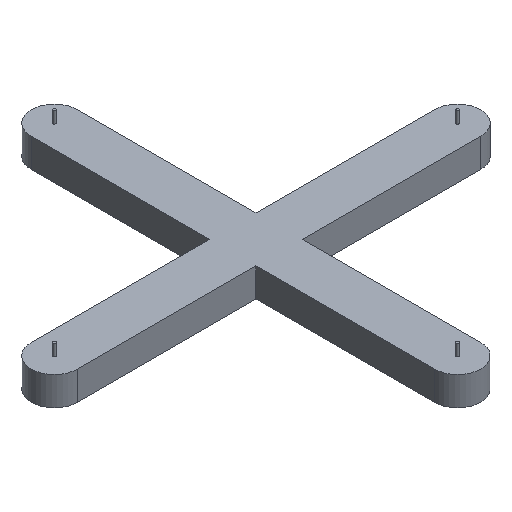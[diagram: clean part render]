
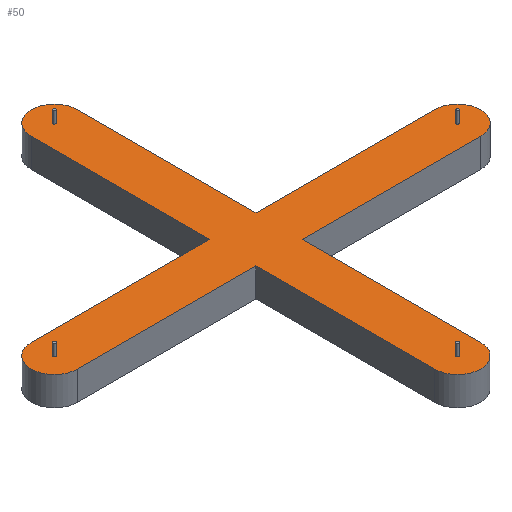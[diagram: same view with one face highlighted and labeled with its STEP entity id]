
A CAD part, isometric view. The second image highlights one B-rep face of the part: STEP entity #50.
In plain terms, the highlighted planar face has unit normal (0, 0, 1).
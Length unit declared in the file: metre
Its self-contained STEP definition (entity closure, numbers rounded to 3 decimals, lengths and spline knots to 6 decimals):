
#50 = ADVANCED_FACE( '', ( #113, #114, #115, #116, #117 ), #118, .T. );
#113 = FACE_BOUND( '', #194, .T. );
#114 = FACE_BOUND( '', #195, .T. );
#115 = FACE_BOUND( '', #196, .T. );
#116 = FACE_BOUND( '', #197, .T. );
#117 = FACE_OUTER_BOUND( '', #198, .T. );
#118 = PLANE( '', #199 );
#194 = EDGE_LOOP( '', ( #276 ) );
#195 = EDGE_LOOP( '', ( #277 ) );
#196 = EDGE_LOOP( '', ( #278 ) );
#197 = EDGE_LOOP( '', ( #279 ) );
#198 = EDGE_LOOP( '', ( #280, #281, #282, #283, #284, #285, #286, #287, #288, #289, #290, #291 ) );
#199 = AXIS2_PLACEMENT_3D( '', #292, #293, #294 );
#276 = ORIENTED_EDGE( '', *, *, #446, .F. );
#277 = ORIENTED_EDGE( '', *, *, #447, .F. );
#278 = ORIENTED_EDGE( '', *, *, #448, .F. );
#279 = ORIENTED_EDGE( '', *, *, #449, .F. );
#280 = ORIENTED_EDGE( '', *, *, #450, .F. );
#281 = ORIENTED_EDGE( '', *, *, #451, .F. );
#282 = ORIENTED_EDGE( '', *, *, #452, .T. );
#283 = ORIENTED_EDGE( '', *, *, #453, .F. );
#284 = ORIENTED_EDGE( '', *, *, #454, .T. );
#285 = ORIENTED_EDGE( '', *, *, #455, .T. );
#286 = ORIENTED_EDGE( '', *, *, #456, .T. );
#287 = ORIENTED_EDGE( '', *, *, #457, .T. );
#288 = ORIENTED_EDGE( '', *, *, #458, .F. );
#289 = ORIENTED_EDGE( '', *, *, #459, .T. );
#290 = ORIENTED_EDGE( '', *, *, #460, .F. );
#291 = ORIENTED_EDGE( '', *, *, #443, .F. );
#292 = CARTESIAN_POINT( '', ( 0., 0., 0.025 ) );
#293 = DIRECTION( '', ( 0., 0., 1. ) );
#294 = DIRECTION( '', ( 1., 0., 0. ) );
#443 = EDGE_CURVE( '', #511, #513, #514, .T. );
#446 = EDGE_CURVE( '', #517, #517, #518, .T. );
#447 = EDGE_CURVE( '', #519, #519, #520, .T. );
#448 = EDGE_CURVE( '', #521, #521, #522, .T. );
#449 = EDGE_CURVE( '', #523, #523, #524, .T. );
#450 = EDGE_CURVE( '', #525, #511, #526, .T. );
#451 = EDGE_CURVE( '', #527, #525, #528, .T. );
#452 = EDGE_CURVE( '', #527, #529, #530, .T. );
#453 = EDGE_CURVE( '', #531, #529, #532, .T. );
#454 = EDGE_CURVE( '', #531, #533, #534, .T. );
#455 = EDGE_CURVE( '', #533, #535, #536, .T. );
#456 = EDGE_CURVE( '', #535, #537, #538, .T. );
#457 = EDGE_CURVE( '', #537, #539, #540, .T. );
#458 = EDGE_CURVE( '', #541, #539, #542, .T. );
#459 = EDGE_CURVE( '', #541, #543, #544, .T. );
#460 = EDGE_CURVE( '', #513, #543, #545, .T. );
#511 = VERTEX_POINT( '', #610 );
#513 = VERTEX_POINT( '', #613 );
#514 = LINE( '', #614, #615 );
#517 = VERTEX_POINT( '', #619 );
#518 = CIRCLE( '', #620, 0.00115 );
#519 = VERTEX_POINT( '', #621 );
#520 = CIRCLE( '', #622, 0.00115 );
#521 = VERTEX_POINT( '', #623 );
#522 = CIRCLE( '', #624, 0.00115 );
#523 = VERTEX_POINT( '', #625 );
#524 = CIRCLE( '', #626, 0.00115 );
#525 = VERTEX_POINT( '', #627 );
#526 = LINE( '', #628, #629 );
#527 = VERTEX_POINT( '', #630 );
#528 = CIRCLE( '', #631, 0.02 );
#529 = VERTEX_POINT( '', #632 );
#530 = LINE( '', #633, #634 );
#531 = VERTEX_POINT( '', #635 );
#532 = LINE( '', #636, #637 );
#533 = VERTEX_POINT( '', #638 );
#534 = CIRCLE( '', #639, 0.02 );
#535 = VERTEX_POINT( '', #640 );
#536 = LINE( '', #641, #642 );
#537 = VERTEX_POINT( '', #643 );
#538 = LINE( '', #644, #645 );
#539 = VERTEX_POINT( '', #646 );
#540 = CIRCLE( '', #647, 0.02 );
#541 = VERTEX_POINT( '', #648 );
#542 = LINE( '', #649, #650 );
#543 = VERTEX_POINT( '', #651 );
#544 = LINE( '', #652, #653 );
#545 = CIRCLE( '', #654, 0.02 );
#610 = CARTESIAN_POINT( '', ( 0.02, -0.02, 0.025 ) );
#613 = CARTESIAN_POINT( '', ( 0.02, -0.175, 0.025 ) );
#614 = CARTESIAN_POINT( '', ( 0.02, -0.0975, 0.025 ) );
#615 = VECTOR( '', #733, 1. );
#619 = CARTESIAN_POINT( '', ( 0.17615, 0., 0.025 ) );
#620 = AXIS2_PLACEMENT_3D( '', #735, #736, #737 );
#621 = CARTESIAN_POINT( '', ( 0.00115, 0.175, 0.025 ) );
#622 = AXIS2_PLACEMENT_3D( '', #738, #739, #740 );
#623 = CARTESIAN_POINT( '', ( -0.17385, 0., 0.025 ) );
#624 = AXIS2_PLACEMENT_3D( '', #741, #742, #743 );
#625 = CARTESIAN_POINT( '', ( 0.00115, -0.175, 0.025 ) );
#626 = AXIS2_PLACEMENT_3D( '', #744, #745, #746 );
#627 = CARTESIAN_POINT( '', ( 0.175, -0.02, 0.025 ) );
#628 = CARTESIAN_POINT( '', ( 0.0975, -0.02, 0.025 ) );
#629 = VECTOR( '', #747, 1. );
#630 = CARTESIAN_POINT( '', ( 0.175, 0.02, 0.025 ) );
#631 = AXIS2_PLACEMENT_3D( '', #748, #749, #750 );
#632 = CARTESIAN_POINT( '', ( 0.02, 0.02, 0.025 ) );
#633 = CARTESIAN_POINT( '', ( 0.0975, 0.02, 0.025 ) );
#634 = VECTOR( '', #751, 1. );
#635 = CARTESIAN_POINT( '', ( 0.02, 0.175, 0.025 ) );
#636 = CARTESIAN_POINT( '', ( 0.02, 0.0975, 0.025 ) );
#637 = VECTOR( '', #752, 1. );
#638 = CARTESIAN_POINT( '', ( -0.02, 0.175, 0.025 ) );
#639 = AXIS2_PLACEMENT_3D( '', #753, #754, #755 );
#640 = CARTESIAN_POINT( '', ( -0.02, 0.02, 0.025 ) );
#641 = CARTESIAN_POINT( '', ( -0.02, 0.0975, 0.025 ) );
#642 = VECTOR( '', #756, 1. );
#643 = CARTESIAN_POINT( '', ( -0.175, 0.02, 0.025 ) );
#644 = CARTESIAN_POINT( '', ( -0.0975, 0.02, 0.025 ) );
#645 = VECTOR( '', #757, 1. );
#646 = CARTESIAN_POINT( '', ( -0.175, -0.02, 0.025 ) );
#647 = AXIS2_PLACEMENT_3D( '', #758, #759, #760 );
#648 = CARTESIAN_POINT( '', ( -0.02, -0.02, 0.025 ) );
#649 = CARTESIAN_POINT( '', ( -0.0975, -0.02, 0.025 ) );
#650 = VECTOR( '', #761, 1. );
#651 = CARTESIAN_POINT( '', ( -0.02, -0.175, 0.025 ) );
#652 = CARTESIAN_POINT( '', ( -0.02, -0.0975, 0.025 ) );
#653 = VECTOR( '', #762, 1. );
#654 = AXIS2_PLACEMENT_3D( '', #763, #764, #765 );
#733 = DIRECTION( '', ( 0., -1., 0. ) );
#735 = CARTESIAN_POINT( '', ( 0.175, 0., 0.025 ) );
#736 = DIRECTION( '', ( 0., 0., 1. ) );
#737 = DIRECTION( '', ( 1., 0., 0. ) );
#738 = CARTESIAN_POINT( '', ( 0., 0.175, 0.025 ) );
#739 = DIRECTION( '', ( 0., 0., 1. ) );
#740 = DIRECTION( '', ( 1., 0., 0. ) );
#741 = CARTESIAN_POINT( '', ( -0.175, 0., 0.025 ) );
#742 = DIRECTION( '', ( 0., 0., 1. ) );
#743 = DIRECTION( '', ( 1., 0., 0. ) );
#744 = CARTESIAN_POINT( '', ( 0., -0.175, 0.025 ) );
#745 = DIRECTION( '', ( 0., 0., 1. ) );
#746 = DIRECTION( '', ( 1., 0., 0. ) );
#747 = DIRECTION( '', ( -1., 0., 0. ) );
#748 = CARTESIAN_POINT( '', ( 0.175, 0., 0.025 ) );
#749 = DIRECTION( '', ( 0., 0., -1. ) );
#750 = DIRECTION( '', ( 1., 0., 0. ) );
#751 = DIRECTION( '', ( -1., 0., 0. ) );
#752 = DIRECTION( '', ( 0., -1., 0. ) );
#753 = CARTESIAN_POINT( '', ( 0., 0.175, 0.025 ) );
#754 = DIRECTION( '', ( 0., 0., 1. ) );
#755 = DIRECTION( '', ( 1., 0., 0. ) );
#756 = DIRECTION( '', ( 0., -1., 0. ) );
#757 = DIRECTION( '', ( -1., 0., 0. ) );
#758 = CARTESIAN_POINT( '', ( -0.175, 0., 0.025 ) );
#759 = DIRECTION( '', ( 0., 0., 1. ) );
#760 = DIRECTION( '', ( 1., 0., 0. ) );
#761 = DIRECTION( '', ( -1., 0., 0. ) );
#762 = DIRECTION( '', ( 0., -1., 0. ) );
#763 = CARTESIAN_POINT( '', ( 0., -0.175, 0.025 ) );
#764 = DIRECTION( '', ( 0., 0., -1. ) );
#765 = DIRECTION( '', ( 1., 0., 0. ) );
